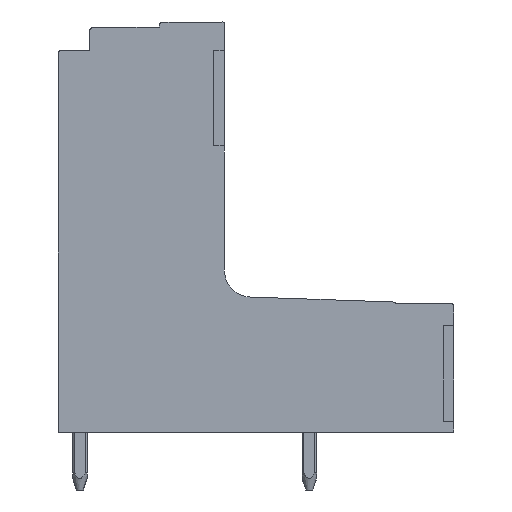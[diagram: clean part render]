
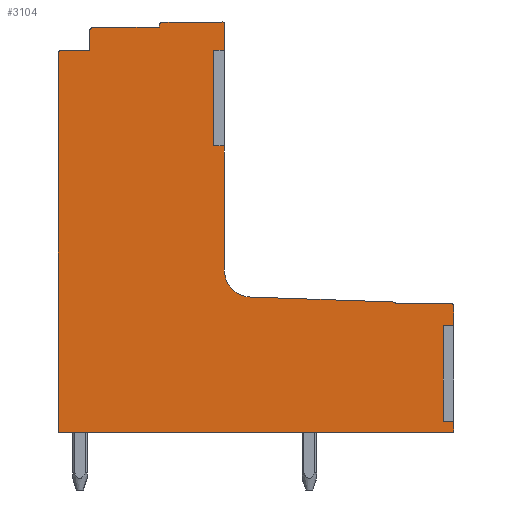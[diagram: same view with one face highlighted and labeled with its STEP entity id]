
A CAD part, left-side view. The second image highlights one B-rep face of the part: STEP entity #3104.
In plain terms, the highlighted planar face has unit normal (-1, 0, 0).
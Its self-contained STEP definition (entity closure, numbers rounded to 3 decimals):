
#2946=AXIS2_PLACEMENT_3D('Circle Axis2P3D',#2944,#2945,$) ;
#2959=AXIS2_PLACEMENT_3D('Plane Axis2P3D',#2956,#2957,#2958) ;
#2970=AXIS2_PLACEMENT_3D('Circle Axis2P3D',#2968,#2969,$) ;
#2984=AXIS2_PLACEMENT_3D('Circle Axis2P3D',#2982,#2983,$) ;
#2998=AXIS2_PLACEMENT_3D('Circle Axis2P3D',#2996,#2997,$) ;
#3010=AXIS2_PLACEMENT_3D('Circle Axis2P3D',#3008,#3009,$) ;
#3031=AXIS2_PLACEMENT_3D('Circle Axis2P3D',#3029,#3030,$) ;
#3052=AXIS2_PLACEMENT_3D('Circle Axis2P3D',#3050,#3051,$) ;
#36=CARTESIAN_POINT('Line Origine',(0.3,0.3,9.1)) ;
#40=CARTESIAN_POINT('Vertex',(0.3,0.,9.1)) ;
#42=CARTESIAN_POINT('Vertex',(0.3,0.6,9.1)) ;
#76=CARTESIAN_POINT('Line Origine',(0.3,0.6,6.45)) ;
#80=CARTESIAN_POINT('Vertex',(0.3,0.6,3.8)) ;
#135=CARTESIAN_POINT('Vertex',(0.3,0.,3.8)) ;
#155=CARTESIAN_POINT('Line Origine',(0.3,0.3,3.8)) ;
#172=CARTESIAN_POINT('Line Origine',(0.3,13.,24.34)) ;
#176=CARTESIAN_POINT('Vertex',(0.3,12.7,24.34)) ;
#178=CARTESIAN_POINT('Vertex',(0.3,13.3,24.34)) ;
#212=CARTESIAN_POINT('Line Origine',(0.3,13.3,21.69)) ;
#216=CARTESIAN_POINT('Vertex',(0.3,13.3,19.04)) ;
#266=CARTESIAN_POINT('Vertex',(0.3,12.7,19.04)) ;
#286=CARTESIAN_POINT('Line Origine',(0.3,13.,19.04)) ;
#977=CARTESIAN_POINT('Vertex',(0.3,12.7,25.8)) ;
#980=CARTESIAN_POINT('Line Origine',(0.3,12.7,25.07)) ;
#985=CARTESIAN_POINT('Line Origine',(0.3,12.7,15.61)) ;
#989=CARTESIAN_POINT('Vertex',(0.3,12.7,12.179)) ;
#2941=CARTESIAN_POINT('Vertex',(0.3,12.8,25.9)) ;
#2944=CARTESIAN_POINT('Axis2P3D Location',(0.3,12.8,25.8)) ;
#2956=CARTESIAN_POINT('Axis2P3D Location',(0.3,0.,0.)) ;
#2961=CARTESIAN_POINT('Line Origine',(0.3,0.,9.65)) ;
#2965=CARTESIAN_POINT('Vertex',(0.3,0.,10.2)) ;
#2968=CARTESIAN_POINT('Axis2P3D Location',(0.3,0.1,10.2)) ;
#2972=CARTESIAN_POINT('Vertex',(0.3,0.1,10.3)) ;
#2975=CARTESIAN_POINT('Line Origine',(0.3,1.65,10.3)) ;
#2979=CARTESIAN_POINT('Vertex',(0.3,3.2,10.3)) ;
#2982=CARTESIAN_POINT('Axis2P3D Location',(0.3,3.406,10.152)) ;
#2986=CARTESIAN_POINT('Vertex',(0.3,3.397,10.406)) ;
#2989=CARTESIAN_POINT('Line Origine',(0.3,7.325,10.543)) ;
#2993=CARTESIAN_POINT('Vertex',(0.3,11.252,10.68)) ;
#2996=CARTESIAN_POINT('Axis2P3D Location',(0.3,11.2,12.179)) ;
#3001=CARTESIAN_POINT('Line Origine',(0.3,14.45,25.9)) ;
#3005=CARTESIAN_POINT('Vertex',(0.3,16.1,25.9)) ;
#3008=CARTESIAN_POINT('Axis2P3D Location',(0.3,16.1,25.7)) ;
#3012=CARTESIAN_POINT('Vertex',(0.3,16.3,25.7)) ;
#3015=CARTESIAN_POINT('Line Origine',(0.3,16.3,25.65)) ;
#3019=CARTESIAN_POINT('Vertex',(0.3,16.3,25.6)) ;
#3022=CARTESIAN_POINT('Line Origine',(0.3,18.125,25.6)) ;
#3026=CARTESIAN_POINT('Vertex',(0.3,19.95,25.6)) ;
#3029=CARTESIAN_POINT('Axis2P3D Location',(0.3,19.95,25.4)) ;
#3033=CARTESIAN_POINT('Vertex',(0.3,20.15,25.4)) ;
#3036=CARTESIAN_POINT('Line Origine',(0.3,20.15,24.87)) ;
#3040=CARTESIAN_POINT('Vertex',(0.3,20.15,24.34)) ;
#3043=CARTESIAN_POINT('Line Origine',(0.3,20.925,24.34)) ;
#3047=CARTESIAN_POINT('Vertex',(0.3,21.7,24.34)) ;
#3050=CARTESIAN_POINT('Axis2P3D Location',(0.3,21.7,24.14)) ;
#3054=CARTESIAN_POINT('Vertex',(0.3,21.9,24.14)) ;
#3057=CARTESIAN_POINT('Line Origine',(0.3,21.9,13.67)) ;
#3061=CARTESIAN_POINT('Vertex',(0.3,21.9,3.2)) ;
#3064=CARTESIAN_POINT('Line Origine',(0.3,10.95,3.2)) ;
#3068=CARTESIAN_POINT('Vertex',(0.3,0.,3.2)) ;
#3071=CARTESIAN_POINT('Line Origine',(0.3,0.,3.5)) ;
#37=DIRECTION('Vector Direction',(0.,-1.,0.)) ;
#77=DIRECTION('Vector Direction',(0.,0.,1.)) ;
#156=DIRECTION('Vector Direction',(0.,1.,0.)) ;
#173=DIRECTION('Vector Direction',(0.,-1.,0.)) ;
#213=DIRECTION('Vector Direction',(0.,0.,1.)) ;
#287=DIRECTION('Vector Direction',(0.,1.,0.)) ;
#981=DIRECTION('Vector Direction',(0.,0.,-1.)) ;
#986=DIRECTION('Vector Direction',(0.,0.,-1.)) ;
#2945=DIRECTION('Axis2P3D Direction',(-1.,0.,0.)) ;
#2957=DIRECTION('Axis2P3D Direction',(-1.,0.,0.)) ;
#2958=DIRECTION('Axis2P3D XDirection',(0.,0.,1.)) ;
#2962=DIRECTION('Vector Direction',(0.,0.,-1.)) ;
#2969=DIRECTION('Axis2P3D Direction',(-1.,0.,0.)) ;
#2976=DIRECTION('Vector Direction',(0.,-1.,0.)) ;
#2983=DIRECTION('Axis2P3D Direction',(-1.,0.,0.)) ;
#2990=DIRECTION('Vector Direction',(0.,-0.999,-0.035)) ;
#2997=DIRECTION('Axis2P3D Direction',(-1.,0.,0.)) ;
#3002=DIRECTION('Vector Direction',(0.,-1.,0.)) ;
#3009=DIRECTION('Axis2P3D Direction',(-1.,0.,0.)) ;
#3016=DIRECTION('Vector Direction',(0.,0.,1.)) ;
#3023=DIRECTION('Vector Direction',(0.,-1.,0.)) ;
#3030=DIRECTION('Axis2P3D Direction',(-1.,0.,0.)) ;
#3037=DIRECTION('Vector Direction',(0.,0.,1.)) ;
#3044=DIRECTION('Vector Direction',(0.,-1.,0.)) ;
#3051=DIRECTION('Axis2P3D Direction',(-1.,0.,0.)) ;
#3058=DIRECTION('Vector Direction',(0.,0.,1.)) ;
#3065=DIRECTION('Vector Direction',(0.,1.,0.)) ;
#3072=DIRECTION('Vector Direction',(0.,0.,-1.)) ;
#38=VECTOR('Line Direction',#37,1.) ;
#78=VECTOR('Line Direction',#77,1.) ;
#157=VECTOR('Line Direction',#156,1.) ;
#174=VECTOR('Line Direction',#173,1.) ;
#214=VECTOR('Line Direction',#213,1.) ;
#288=VECTOR('Line Direction',#287,1.) ;
#982=VECTOR('Line Direction',#981,1.) ;
#987=VECTOR('Line Direction',#986,1.) ;
#2963=VECTOR('Line Direction',#2962,1.) ;
#2977=VECTOR('Line Direction',#2976,1.) ;
#2991=VECTOR('Line Direction',#2990,1.) ;
#3003=VECTOR('Line Direction',#3002,1.) ;
#3017=VECTOR('Line Direction',#3016,1.) ;
#3024=VECTOR('Line Direction',#3023,1.) ;
#3038=VECTOR('Line Direction',#3037,1.) ;
#3045=VECTOR('Line Direction',#3044,1.) ;
#3059=VECTOR('Line Direction',#3058,1.) ;
#3066=VECTOR('Line Direction',#3065,1.) ;
#3073=VECTOR('Line Direction',#3072,1.) ;
#3077=ORIENTED_EDGE('',*,*,#2967,.T.) ;
#3078=ORIENTED_EDGE('',*,*,#2974,.T.) ;
#3079=ORIENTED_EDGE('',*,*,#2981,.T.) ;
#3080=ORIENTED_EDGE('',*,*,#2988,.T.) ;
#3081=ORIENTED_EDGE('',*,*,#2995,.T.) ;
#3082=ORIENTED_EDGE('',*,*,#3000,.T.) ;
#3083=ORIENTED_EDGE('',*,*,#991,.T.) ;
#3084=ORIENTED_EDGE('',*,*,#290,.F.) ;
#3085=ORIENTED_EDGE('',*,*,#218,.F.) ;
#3086=ORIENTED_EDGE('',*,*,#180,.F.) ;
#3087=ORIENTED_EDGE('',*,*,#984,.T.) ;
#3088=ORIENTED_EDGE('',*,*,#2948,.T.) ;
#3089=ORIENTED_EDGE('',*,*,#3007,.T.) ;
#3090=ORIENTED_EDGE('',*,*,#3014,.T.) ;
#3091=ORIENTED_EDGE('',*,*,#3021,.T.) ;
#3092=ORIENTED_EDGE('',*,*,#3028,.T.) ;
#3093=ORIENTED_EDGE('',*,*,#3035,.T.) ;
#3094=ORIENTED_EDGE('',*,*,#3042,.T.) ;
#3095=ORIENTED_EDGE('',*,*,#3049,.T.) ;
#3096=ORIENTED_EDGE('',*,*,#3056,.T.) ;
#3097=ORIENTED_EDGE('',*,*,#3063,.T.) ;
#3098=ORIENTED_EDGE('',*,*,#3070,.T.) ;
#3099=ORIENTED_EDGE('',*,*,#3075,.T.) ;
#3100=ORIENTED_EDGE('',*,*,#159,.F.) ;
#3101=ORIENTED_EDGE('',*,*,#82,.F.) ;
#3102=ORIENTED_EDGE('',*,*,#44,.F.) ;
#3104=ADVANCED_FACE('HOUSING',(#3103),#2960,.T.) ;
#2947=CIRCLE('generated circle',#2946,0.1) ;
#2971=CIRCLE('generated circle',#2970,0.1) ;
#2985=CIRCLE('generated circle',#2984,0.253) ;
#2999=CIRCLE('generated circle',#2998,1.5) ;
#3011=CIRCLE('generated circle',#3010,0.2) ;
#3032=CIRCLE('generated circle',#3031,0.2) ;
#3053=CIRCLE('generated circle',#3052,0.2) ;
#44=EDGE_CURVE('',#41,#43,#39,.F.) ;
#82=EDGE_CURVE('',#43,#81,#79,.F.) ;
#159=EDGE_CURVE('',#81,#136,#158,.F.) ;
#180=EDGE_CURVE('',#177,#179,#175,.F.) ;
#218=EDGE_CURVE('',#179,#217,#215,.F.) ;
#290=EDGE_CURVE('',#217,#267,#289,.F.) ;
#984=EDGE_CURVE('',#177,#978,#983,.F.) ;
#991=EDGE_CURVE('',#990,#267,#988,.F.) ;
#2948=EDGE_CURVE('',#978,#2942,#2947,.T.) ;
#2967=EDGE_CURVE('',#41,#2966,#2964,.F.) ;
#2974=EDGE_CURVE('',#2966,#2973,#2971,.T.) ;
#2981=EDGE_CURVE('',#2973,#2980,#2978,.F.) ;
#2988=EDGE_CURVE('',#2980,#2987,#2985,.T.) ;
#2995=EDGE_CURVE('',#2987,#2994,#2992,.F.) ;
#3000=EDGE_CURVE('',#2994,#990,#2999,.F.) ;
#3007=EDGE_CURVE('',#2942,#3006,#3004,.F.) ;
#3014=EDGE_CURVE('',#3006,#3013,#3011,.T.) ;
#3021=EDGE_CURVE('',#3013,#3020,#3018,.F.) ;
#3028=EDGE_CURVE('',#3020,#3027,#3025,.F.) ;
#3035=EDGE_CURVE('',#3027,#3034,#3032,.T.) ;
#3042=EDGE_CURVE('',#3034,#3041,#3039,.F.) ;
#3049=EDGE_CURVE('',#3041,#3048,#3046,.F.) ;
#3056=EDGE_CURVE('',#3048,#3055,#3053,.T.) ;
#3063=EDGE_CURVE('',#3055,#3062,#3060,.F.) ;
#3070=EDGE_CURVE('',#3062,#3069,#3067,.F.) ;
#3075=EDGE_CURVE('',#3069,#136,#3074,.F.) ;
#3076=EDGE_LOOP('',(#3077,#3078,#3079,#3080,#3081,#3082,#3083,#3084,#3085,#3086,#3087,#3088,#3089,#3090,#3091,#3092,#3093,#3094,#3095,#3096,#3097,#3098,#3099,#3100,#3101,#3102)) ;
#3103=FACE_OUTER_BOUND('',#3076,.T.) ;
#39=LINE('Line',#36,#38) ;
#79=LINE('Line',#76,#78) ;
#158=LINE('Line',#155,#157) ;
#175=LINE('Line',#172,#174) ;
#215=LINE('Line',#212,#214) ;
#289=LINE('Line',#286,#288) ;
#983=LINE('Line',#980,#982) ;
#988=LINE('Line',#985,#987) ;
#2964=LINE('Line',#2961,#2963) ;
#2978=LINE('Line',#2975,#2977) ;
#2992=LINE('Line',#2989,#2991) ;
#3004=LINE('Line',#3001,#3003) ;
#3018=LINE('Line',#3015,#3017) ;
#3025=LINE('Line',#3022,#3024) ;
#3039=LINE('Line',#3036,#3038) ;
#3046=LINE('Line',#3043,#3045) ;
#3060=LINE('Line',#3057,#3059) ;
#3067=LINE('Line',#3064,#3066) ;
#3074=LINE('Line',#3071,#3073) ;
#2960=PLANE('',#2959) ;
#41=VERTEX_POINT('',#40) ;
#43=VERTEX_POINT('',#42) ;
#81=VERTEX_POINT('',#80) ;
#136=VERTEX_POINT('',#135) ;
#177=VERTEX_POINT('',#176) ;
#179=VERTEX_POINT('',#178) ;
#217=VERTEX_POINT('',#216) ;
#267=VERTEX_POINT('',#266) ;
#978=VERTEX_POINT('',#977) ;
#990=VERTEX_POINT('',#989) ;
#2942=VERTEX_POINT('',#2941) ;
#2966=VERTEX_POINT('',#2965) ;
#2973=VERTEX_POINT('',#2972) ;
#2980=VERTEX_POINT('',#2979) ;
#2987=VERTEX_POINT('',#2986) ;
#2994=VERTEX_POINT('',#2993) ;
#3006=VERTEX_POINT('',#3005) ;
#3013=VERTEX_POINT('',#3012) ;
#3020=VERTEX_POINT('',#3019) ;
#3027=VERTEX_POINT('',#3026) ;
#3034=VERTEX_POINT('',#3033) ;
#3041=VERTEX_POINT('',#3040) ;
#3048=VERTEX_POINT('',#3047) ;
#3055=VERTEX_POINT('',#3054) ;
#3062=VERTEX_POINT('',#3061) ;
#3069=VERTEX_POINT('',#3068) ;
